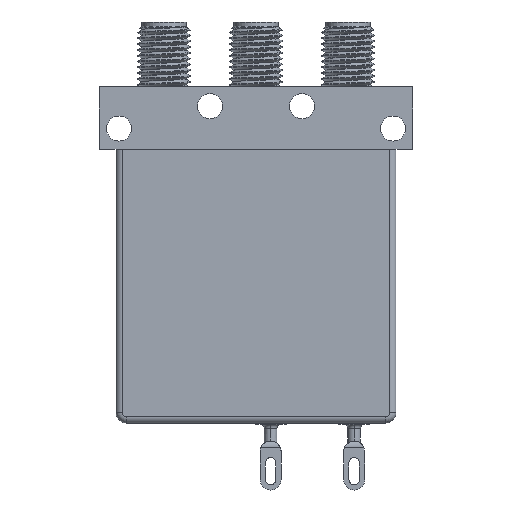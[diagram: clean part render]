
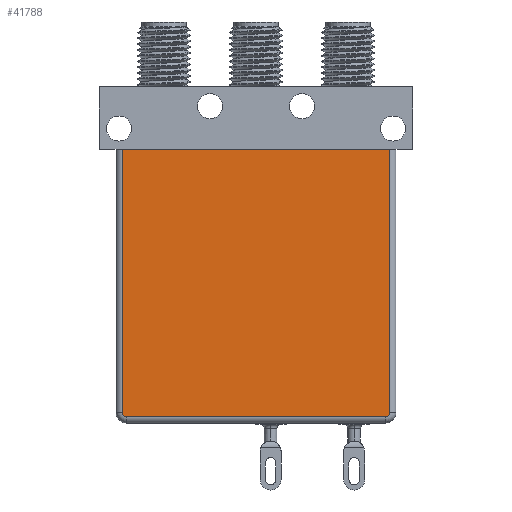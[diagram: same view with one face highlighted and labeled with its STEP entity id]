
A CAD part, front view. The second image highlights one B-rep face of the part: STEP entity #41788.
In plain terms, the highlighted planar face has unit normal (0, -1, 0).
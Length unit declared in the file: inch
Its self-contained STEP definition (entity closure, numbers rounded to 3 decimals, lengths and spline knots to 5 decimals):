
#958 = VERTEX_POINT ( 'NONE', #9743 ) ;
#2543 = CARTESIAN_POINT ( 'NONE',  ( 0.62, -0.26, -0.755 ) ) ;
#2709 = DIRECTION ( 'NONE',  ( 0., -1., 0. ) ) ;
#3850 = VECTOR ( 'NONE', #16139, 39.37008 ) ;
#6549 = EDGE_CURVE ( 'NONE', #13606, #16914, #12319, .T. ) ;
#7410 = LINE ( 'NONE', #19621, #3850 ) ;
#7563 = LINE ( 'NONE', #20517, #9945 ) ;
#8073 = VERTEX_POINT ( 'NONE', #14722 ) ;
#8540 = CARTESIAN_POINT ( 'NONE',  ( 0., -0.26, 0.505 ) ) ;
#9715 = ORIENTED_EDGE ( 'NONE', *, *, #6549, .T. ) ;
#9743 = CARTESIAN_POINT ( 'NONE',  ( -0.64, -0.26, 0.505 ) ) ;
#9945 = VECTOR ( 'NONE', #36688, 39.37008 ) ;
#11316 = ORIENTED_EDGE ( 'NONE', *, *, #18768, .T. ) ;
#12279 = VERTEX_POINT ( 'NONE', #22538 ) ;
#12319 = CIRCLE ( 'NONE', #40780, 0.02 ) ;
#12567 = LINE ( 'NONE', #8540, #40322 ) ;
#13606 = VERTEX_POINT ( 'NONE', #31822 ) ;
#14722 = CARTESIAN_POINT ( 'NONE',  ( 0.64, -0.26, 0.505 ) ) ;
#16021 = DIRECTION ( 'NONE',  ( 0., 0., 1. ) ) ;
#16139 = DIRECTION ( 'NONE',  ( 1., 0., 0. ) ) ;
#16914 = VERTEX_POINT ( 'NONE', #42787 ) ;
#17995 = EDGE_LOOP ( 'NONE', ( #44924, #27423, #44978, #42759, #9715, #11316 ) ) ;
#18768 = EDGE_CURVE ( 'NONE', #16914, #8073, #35214, .T. ) ;
#19388 = AXIS2_PLACEMENT_3D ( 'NONE', #44560, #21645, #37143 ) ;
#19621 = CARTESIAN_POINT ( 'NONE',  ( 0.62, -0.26, -0.775 ) ) ;
#19841 = CARTESIAN_POINT ( 'NONE',  ( 0.64, -0.26, 0.505 ) ) ;
#20517 = CARTESIAN_POINT ( 'NONE',  ( -0.64, -0.26, -0.755 ) ) ;
#20912 = CIRCLE ( 'NONE', #45913, 0.02 ) ;
#21645 = DIRECTION ( 'NONE',  ( 0., -1., 0. ) ) ;
#22538 = CARTESIAN_POINT ( 'NONE',  ( -0.64, -0.26, -0.755 ) ) ;
#26719 = EDGE_CURVE ( 'NONE', #958, #12279, #7563, .T. ) ;
#27361 = VERTEX_POINT ( 'NONE', #48628 ) ;
#27423 = ORIENTED_EDGE ( 'NONE', *, *, #26719, .T. ) ;
#27885 = FACE_OUTER_BOUND ( 'NONE', #17995, .T. ) ;
#28968 = EDGE_CURVE ( 'NONE', #27361, #13606, #7410, .T. ) ;
#30736 = DIRECTION ( 'NONE',  ( 1., 0., 0. ) ) ;
#31390 = EDGE_CURVE ( 'NONE', #12279, #27361, #20912, .T. ) ;
#31822 = CARTESIAN_POINT ( 'NONE',  ( 0.62, -0.26, -0.775 ) ) ;
#32815 = DIRECTION ( 'NONE',  ( 0., 0., -1. ) ) ;
#33274 = CARTESIAN_POINT ( 'NONE',  ( -0.62, -0.26, -0.755 ) ) ;
#33438 = DIRECTION ( 'NONE',  ( 0., 0., -1. ) ) ;
#35214 = LINE ( 'NONE', #19841, #40503 ) ;
#36688 = DIRECTION ( 'NONE',  ( 0., 0., -1. ) ) ;
#37143 = DIRECTION ( 'NONE',  ( 0., 0., -1. ) ) ;
#40322 = VECTOR ( 'NONE', #30736, 39.37008 ) ;
#40503 = VECTOR ( 'NONE', #16021, 39.37008 ) ;
#40549 = EDGE_CURVE ( 'NONE', #958, #8073, #12567, .T. ) ;
#40665 = DIRECTION ( 'NONE',  ( 0., -1., 0. ) ) ;
#40780 = AXIS2_PLACEMENT_3D ( 'NONE', #2543, #2709, #32815 ) ;
#41788 = ADVANCED_FACE ( 'NONE', ( #27885 ), #47565, .T. ) ;
#42759 = ORIENTED_EDGE ( 'NONE', *, *, #28968, .T. ) ;
#42787 = CARTESIAN_POINT ( 'NONE',  ( 0.64, -0.26, -0.755 ) ) ;
#44560 = CARTESIAN_POINT ( 'NONE',  ( 0., -0.26, 0. ) ) ;
#44924 = ORIENTED_EDGE ( 'NONE', *, *, #40549, .F. ) ;
#44978 = ORIENTED_EDGE ( 'NONE', *, *, #31390, .T. ) ;
#45913 = AXIS2_PLACEMENT_3D ( 'NONE', #33274, #40665, #33438 ) ;
#47565 = PLANE ( 'NONE',  #19388 ) ;
#48628 = CARTESIAN_POINT ( 'NONE',  ( -0.62, -0.26, -0.775 ) ) ;
